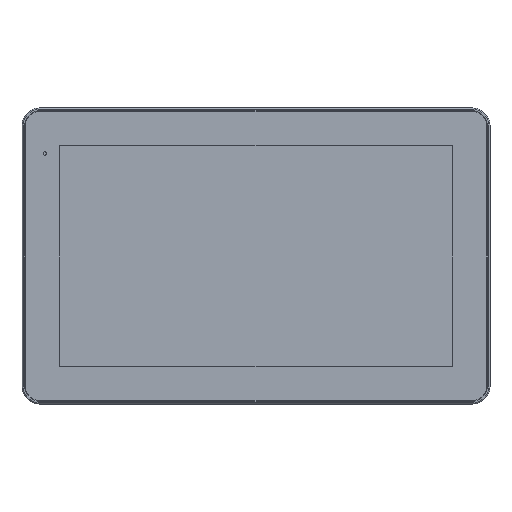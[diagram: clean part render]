
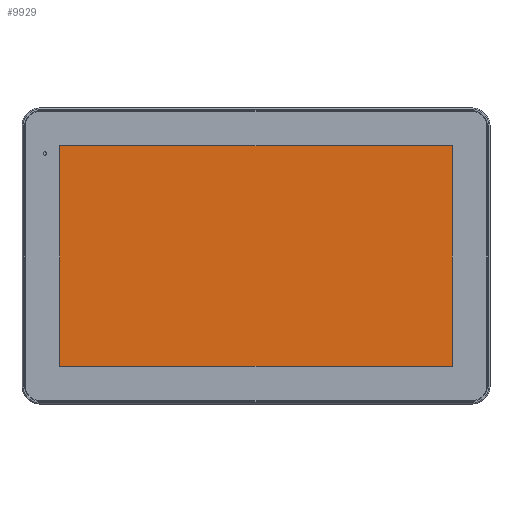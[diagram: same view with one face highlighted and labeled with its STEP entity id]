
A CAD part, front view. The second image highlights one B-rep face of the part: STEP entity #9929.
In plain terms, the highlighted planar face has unit normal (0, -1, 0).
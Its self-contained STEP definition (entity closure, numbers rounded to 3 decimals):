
#114 = VECTOR ( 'NONE', #26294, 1000. ) ;
#1104 = CARTESIAN_POINT ( 'NONE',  ( 172.5, -3.3, 97. ) ) ;
#2216 = DIRECTION ( 'NONE',  ( 0., 1., 0. ) ) ;
#4825 = EDGE_CURVE ( 'NONE', #12470, #28758, #5245, .T. ) ;
#5206 = VERTEX_POINT ( 'NONE', #31969 ) ;
#5245 = LINE ( 'NONE', #5400, #28295 ) ;
#5400 = CARTESIAN_POINT ( 'NONE',  ( 172.5, -3.3, -97. ) ) ;
#5561 = ORIENTED_EDGE ( 'NONE', *, *, #4825, .F. ) ;
#7071 = CARTESIAN_POINT ( 'NONE',  ( 0., -3.3, 0. ) ) ;
#9528 = EDGE_CURVE ( 'NONE', #16413, #12470, #16140, .T. ) ;
#9929 = ADVANCED_FACE ( 'NONE', ( #14743 ), #27571, .F. ) ;
#10580 = DIRECTION ( 'NONE',  ( -1., 0., 0. ) ) ;
#12070 = CARTESIAN_POINT ( 'NONE',  ( -172.5, -3.3, -97. ) ) ;
#12411 = AXIS2_PLACEMENT_3D ( 'NONE', #7071, #2216, #19919 ) ;
#12421 = CARTESIAN_POINT ( 'NONE',  ( -172.5, -3.3, 97. ) ) ;
#12470 = VERTEX_POINT ( 'NONE', #15330 ) ;
#13342 = CARTESIAN_POINT ( 'NONE',  ( -172.5, -3.3, -97. ) ) ;
#14573 = LINE ( 'NONE', #12070, #23775 ) ;
#14743 = FACE_OUTER_BOUND ( 'NONE', #25518, .T. ) ;
#15168 = EDGE_CURVE ( 'NONE', #5206, #16413, #28387, .T. ) ;
#15330 = CARTESIAN_POINT ( 'NONE',  ( 172.5, -3.3, -97. ) ) ;
#15684 = EDGE_CURVE ( 'NONE', #28758, #5206, #14573, .T. ) ;
#16140 = LINE ( 'NONE', #1104, #114 ) ;
#16413 = VERTEX_POINT ( 'NONE', #23457 ) ;
#19141 = ORIENTED_EDGE ( 'NONE', *, *, #15684, .F. ) ;
#19749 = DIRECTION ( 'NONE',  ( 0., 0., 1. ) ) ;
#19919 = DIRECTION ( 'NONE',  ( 0., 0., -1. ) ) ;
#20518 = ORIENTED_EDGE ( 'NONE', *, *, #15168, .F. ) ;
#21781 = ORIENTED_EDGE ( 'NONE', *, *, #9528, .F. ) ;
#22591 = DIRECTION ( 'NONE',  ( 1., 0., 0. ) ) ;
#23457 = CARTESIAN_POINT ( 'NONE',  ( 172.5, -3.3, 97. ) ) ;
#23775 = VECTOR ( 'NONE', #19749, 1000. ) ;
#25518 = EDGE_LOOP ( 'NONE', ( #19141, #5561, #21781, #20518 ) ) ;
#26294 = DIRECTION ( 'NONE',  ( 0., 0., -1. ) ) ;
#27571 = PLANE ( 'NONE',  #12411 ) ;
#28029 = VECTOR ( 'NONE', #22591, 1000. ) ;
#28295 = VECTOR ( 'NONE', #10580, 1000. ) ;
#28387 = LINE ( 'NONE', #12421, #28029 ) ;
#28758 = VERTEX_POINT ( 'NONE', #13342 ) ;
#31969 = CARTESIAN_POINT ( 'NONE',  ( -172.5, -3.3, 97. ) ) ;
